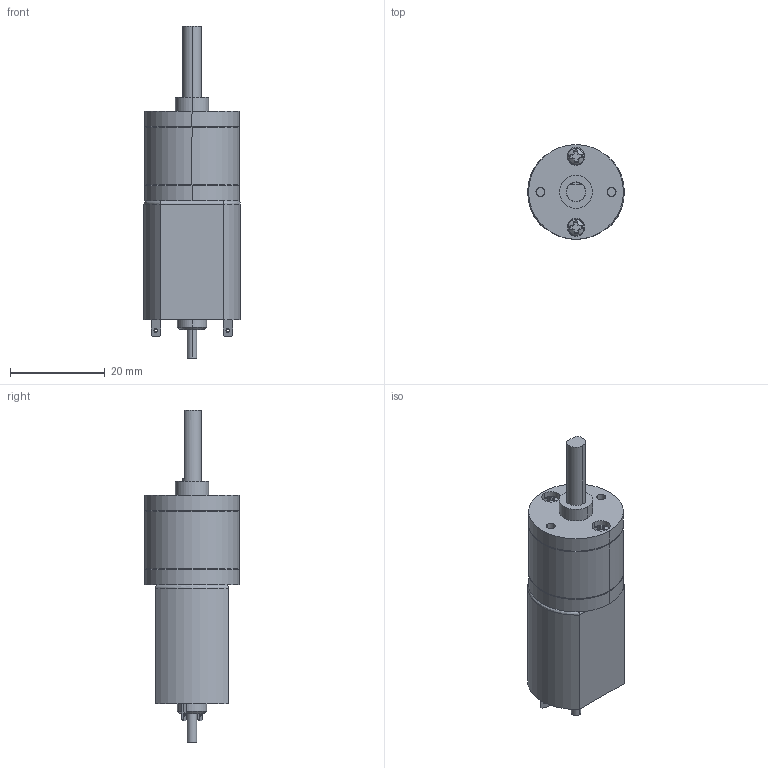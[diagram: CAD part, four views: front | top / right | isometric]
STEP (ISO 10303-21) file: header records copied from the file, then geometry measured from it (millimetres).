
FILE_DESCRIPTION (( 'STEP AP214' ), '1' );
FILE_NAME ('20d-metal-gearmotor-100-125-156-195-with-extended-motor-shaft.step', '2017-01-05T17:15:12', ( '' ), ( '' ), 'SwSTEP 2.0', 'SolidWorks 2016', '' );
FILE_SCHEMA (( 'AUTOMOTIVE_DESIGN' ));
Length unit declared in the file: millimetre
Products named in the file (1): 20d-metal-gearmotor-100-125-156-195-with-extended-motor-shaft
Bounding box: 20.4 x 20 x 70.1 mm (x, y, z)
Volume: 13075 mm3; surface area: 4217.9 mm2
Topology: 1 solids, 1 shells, 400 faces, 1029 edges, 680 vertices
Faces by surface type: plane 222, bspline 110, cylinder 46, cone 22
Entity records: 19855 total; most frequent: CARTESIAN_POINT 6464, ORIENTED_EDGE 2058, DIRECTION 1497, EDGE_CURVE 1029, VERTEX_POINT 680, VECTOR 635, LINE 635, EDGE_LOOP 453
